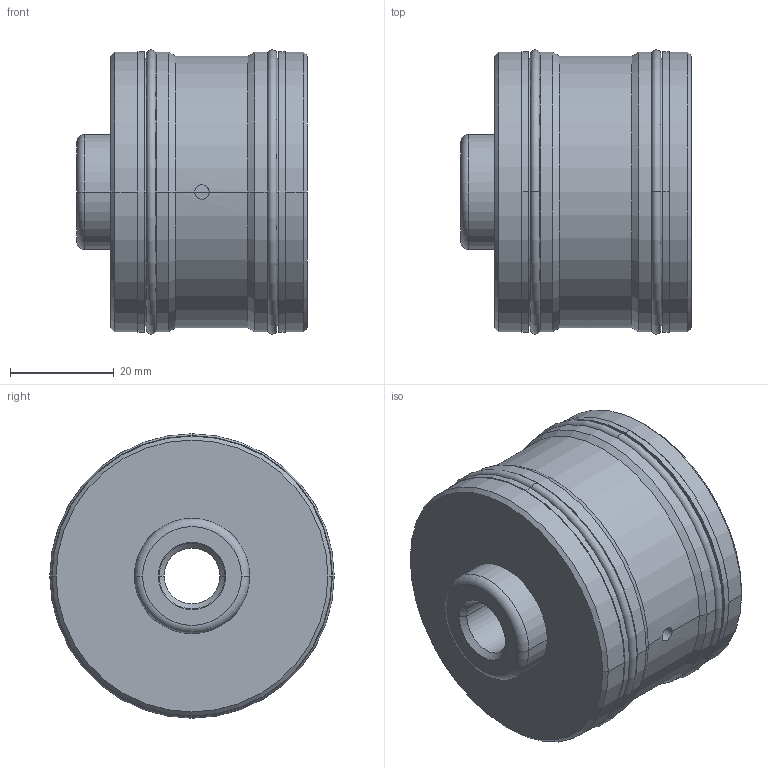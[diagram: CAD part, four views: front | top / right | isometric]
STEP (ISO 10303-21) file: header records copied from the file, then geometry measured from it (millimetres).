
FILE_DESCRIPTION((''),'2;1');
FILE_NAME('ILC21411600_TOP','2015-03-04T',('ACDC'),(''),'PRO/ENGINEER BY PARAMETRIC TECHNOLOGY CORPORATION, 2013320','PRO/ENGINEER BY PARAMETRIC TECHNOLOGY CORPORATION, 2013320','');
FILE_SCHEMA(('AUTOMOTIVE_DESIGN { 1 0 10303 214 1 1 1 1 }'));
Length unit declared in the file: inch
Products named in the file (3): ILC21411600_BODY; ILC21411600_PLUNGER; ILC21411600_TOP
Assembly tree (2 placements, depth 2):
  ILC21411600_TOP
    ILC21411600_BODY
    ILC21411600_PLUNGER
Bounding box: 44.42 x 54.79 x 54.79 mm (x, y, z)
Volume: 69159.9 mm3; surface area: 26754.7 mm2
Topology: 2 solids, 3 shells, 82 faces, 182 edges, 114 vertices
Faces by surface type: cylinder 48, plane 18, cone 10, torus 6
Entity records: 2806 total; most frequent: CARTESIAN_POINT 528, DIRECTION 464, ORIENTED_EDGE 360, AXIS2_PLACEMENT_3D 201, EDGE_CURVE 182, VERTEX_POINT 114, CIRCLE 112, EDGE_LOOP 100
